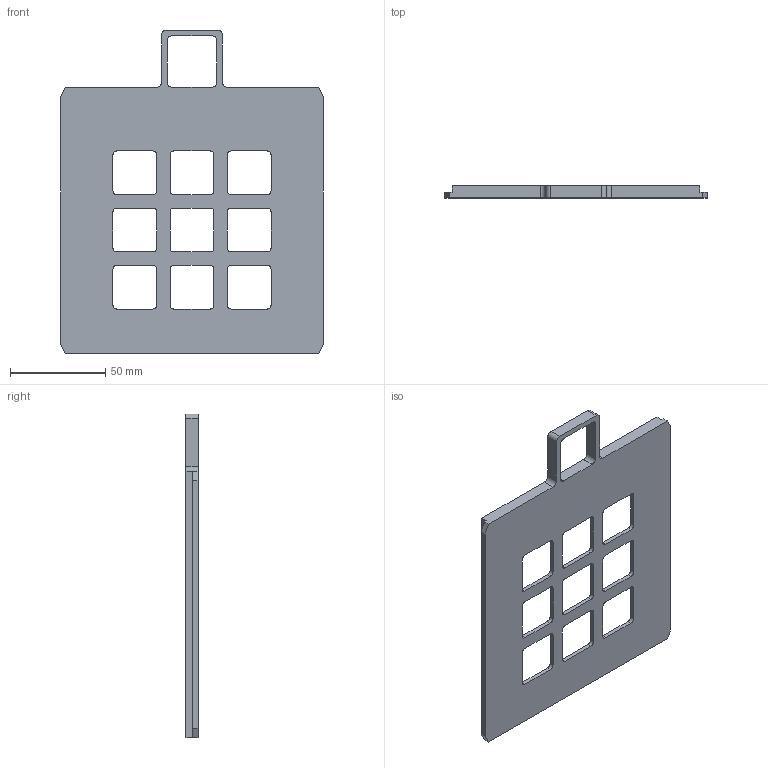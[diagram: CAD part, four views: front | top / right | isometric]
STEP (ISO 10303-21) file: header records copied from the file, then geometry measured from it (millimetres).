
FILE_DESCRIPTION((''),'2;1');
FILE_NAME('MULTIDILL','2022-01-12T16:14:52',('giand'),(''),'CREO PARAMETRIC BY PTC INC, 2021063','CREO PARAMETRIC BY PTC INC, 2021063','');
FILE_SCHEMA(('CONFIG_CONTROL_DESIGN'));
Length unit declared in the file: millimetre
Products named in the file (1): MULTIDILL
Bounding box: 138 x 6.4 x 170 mm (x, y, z)
Volume: 54575.3 mm3; surface area: 37719.6 mm2
Topology: 1 solids, 1 shells, 956 faces, 2739 edges, 1826 vertices
Faces by surface type: plane 581, extrusion 291, cylinder 84
Entity records: 31828 total; most frequent: CARTESIAN_POINT 7704, ORIENTED_EDGE 5478, DIRECTION 3946, EDGE_CURVE 2739, VECTOR 2280, LINE 1989, VERTEX_POINT 1826, EDGE_LOOP 1017
